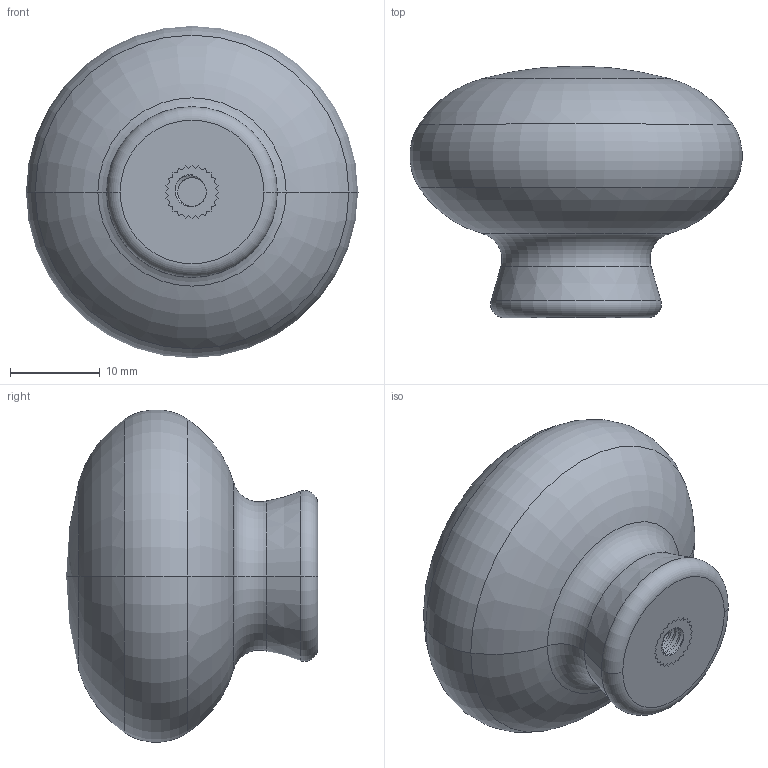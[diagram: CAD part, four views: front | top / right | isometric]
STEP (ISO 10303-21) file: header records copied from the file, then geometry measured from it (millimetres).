
FILE_DESCRIPTION(('Creo Elements/Direct Modeling STEP Export'),'2;1');
FILE_NAME('SP6-38.stp','2022-05-17T14:34:29',(''),(''),'Creo Elements/Direct Modeling STEP processor for AP214 (Solid Model)','Creo Elements/Direct Modeling 20.0 12-Nov-2016 (C) Parametric Technology GmbH','');
FILE_SCHEMA(('AUTOMOTIVE_DESIGN { 1 0 10303 214 1 1 1 1 }'));
Length unit declared in the file: millimetre
Products named in the file (3): Muffe; Knopf; SP6-38
Assembly tree (2 placements, depth 2):
  SP6-38
    Knopf
    Muffe
Bounding box: 36.96 x 28 x 36.96 mm (x, y, z)
Volume: 17005 mm3; surface area: 4173.7 mm2
Topology: 2 solids, 2 shells, 247 faces, 706 edges, 466 vertices
Faces by surface type: plane 200, cylinder 29, torus 10, bspline 4, sphere 2, cone 2
Entity records: 16954 total; most frequent: CARTESIAN_POINT 11209, ORIENTED_EDGE 1408, DIRECTION 844, EDGE_CURVE 704, VECTOR 536, LINE 536, VERTEX_POINT 466, EDGE_LOOP 254
